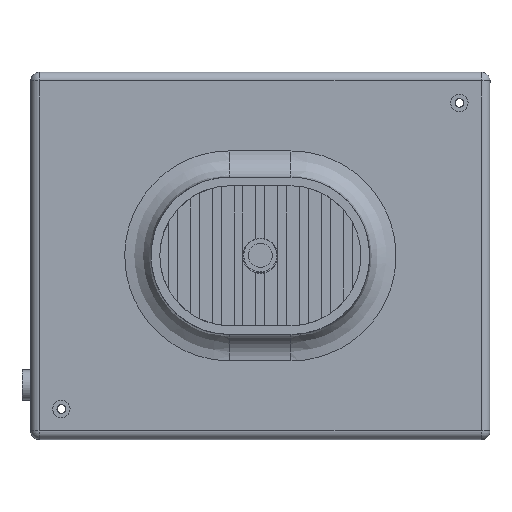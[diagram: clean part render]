
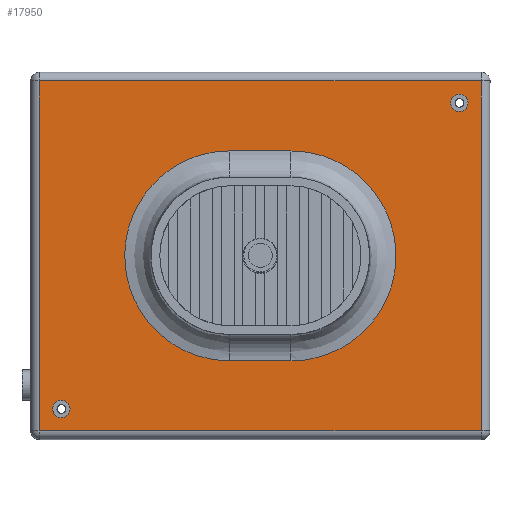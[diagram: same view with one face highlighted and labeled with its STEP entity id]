
A CAD part, top view. The second image highlights one B-rep face of the part: STEP entity #17950.
In plain terms, the highlighted face is planar.
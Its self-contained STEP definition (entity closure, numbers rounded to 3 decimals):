
#88=B_SPLINE_CURVE_WITH_KNOTS('',3,(#26856,#26857,#26858,#26859,#26860,
#26861,#26862,#26863,#26864,#26865,#26866,#26867,#26868,#26869,#26870,#26871,
#26872,#26873,#26874,#26875,#26876,#26877,#26878,#26879,#26880),
 .UNSPECIFIED.,.F.,.F.,(4,3,3,3,3,3,3,3,4),(-1.,-0.875,-0.75,
-0.625,-0.5,-0.375,-0.25,
-0.125,0.),.UNSPECIFIED.);
#89=B_SPLINE_CURVE_WITH_KNOTS('',3,(#26918,#26919,#26920,#26921,#26922,
#26923,#26924,#26925,#26926,#26927,#26928,#26929,#26930,#26931,#26932,#26933,
#26934,#26935,#26936,#26937,#26938,#26939,#26940,#26941,#26942),
 .UNSPECIFIED.,.F.,.F.,(4,3,3,3,3,3,3,3,4),(-1.,-0.875,-0.75,
-0.625,-0.5,-0.375,-0.25,
-0.125,0.),.UNSPECIFIED.);
#116=FACE_BOUND('',#5982,.T.);
#117=FACE_BOUND('',#5983,.T.);
#118=FACE_BOUND('',#5984,.T.);
#489=LINE('',#26808,#2676);
#490=LINE('',#26810,#2677);
#491=LINE('',#26812,#2678);
#492=LINE('',#26814,#2679);
#493=LINE('',#26819,#2680);
#494=LINE('',#26884,#2681);
#2676=VECTOR('',#21135,80.);
#2677=VECTOR('',#21138,101.);
#2678=VECTOR('',#21141,80.);
#2679=VECTOR('',#21144,101.);
#2680=VECTOR('',#21149,14.);
#2681=VECTOR('',#21158,14.);
#4942=FACE_OUTER_BOUND('',#5981,.T.);
#5981=EDGE_LOOP('',(#12548,#12549,#12550,#12551));
#5982=EDGE_LOOP('',(#12552,#12553));
#5983=EDGE_LOOP('',(#12554,#12555));
#5984=EDGE_LOOP('',(#12556,#12557,#12558,#12559));
#7134=CIRCLE('',#19179,2.);
#7135=CIRCLE('',#19180,2.);
#7136=CIRCLE('',#19182,2.);
#7137=CIRCLE('',#19183,2.);
#7646=VERTEX_POINT('',#26712);
#7647=VERTEX_POINT('',#26718);
#7648=VERTEX_POINT('',#26724);
#7649=VERTEX_POINT('',#26730);
#7658=VERTEX_POINT('',#26816);
#7659=VERTEX_POINT('',#26818);
#7660=VERTEX_POINT('',#26854);
#7661=VERTEX_POINT('',#26882);
#7662=VERTEX_POINT('',#26944);
#7663=VERTEX_POINT('',#26946);
#7664=VERTEX_POINT('',#26950);
#7665=VERTEX_POINT('',#26952);
#9517=EDGE_CURVE('',#7649,#7646,#489,.F.);
#9518=EDGE_CURVE('',#7646,#7647,#490,.F.);
#9519=EDGE_CURVE('',#7647,#7648,#491,.T.);
#9520=EDGE_CURVE('',#7648,#7649,#492,.T.);
#9522=EDGE_CURVE('',#7659,#7658,#493,.F.);
#9525=EDGE_CURVE('',#7658,#7660,#88,.T.);
#9527=EDGE_CURVE('',#7660,#7661,#494,.T.);
#9528=EDGE_CURVE('',#7661,#7659,#89,.T.);
#9530=EDGE_CURVE('',#7663,#7662,#7134,.F.);
#9531=EDGE_CURVE('',#7662,#7663,#7135,.F.);
#9533=EDGE_CURVE('',#7665,#7664,#7136,.F.);
#9534=EDGE_CURVE('',#7664,#7665,#7137,.F.);
#12548=ORIENTED_EDGE('',*,*,#9519,.T.);
#12549=ORIENTED_EDGE('',*,*,#9520,.T.);
#12550=ORIENTED_EDGE('',*,*,#9517,.T.);
#12551=ORIENTED_EDGE('',*,*,#9518,.T.);
#12552=ORIENTED_EDGE('',*,*,#9533,.T.);
#12553=ORIENTED_EDGE('',*,*,#9534,.T.);
#12554=ORIENTED_EDGE('',*,*,#9530,.T.);
#12555=ORIENTED_EDGE('',*,*,#9531,.T.);
#12556=ORIENTED_EDGE('',*,*,#9527,.T.);
#12557=ORIENTED_EDGE('',*,*,#9528,.T.);
#12558=ORIENTED_EDGE('',*,*,#9522,.T.);
#12559=ORIENTED_EDGE('',*,*,#9525,.T.);
#17060=PLANE('',#19184);
#17950=ADVANCED_FACE('',(#4942,#116,#117,#118),#17060,.T.);
#19179=AXIS2_PLACEMENT_3D('',#26947,#21162,#21163);
#19180=AXIS2_PLACEMENT_3D('',#26948,#21164,#21165);
#19182=AXIS2_PLACEMENT_3D('',#26953,#21169,#21170);
#19183=AXIS2_PLACEMENT_3D('',#26954,#21171,#21172);
#19184=AXIS2_PLACEMENT_3D('',#26955,#21173,#21174);
#21135=DIRECTION('',(0.,0.,1.));
#21138=DIRECTION('',(1.,0.,0.));
#21141=DIRECTION('',(0.,0.,1.));
#21144=DIRECTION('',(1.,0.,0.));
#21149=DIRECTION('',(1.,0.,0.));
#21158=DIRECTION('',(1.,0.,0.));
#21162=DIRECTION('center_axis',(0.,1.,0.));
#21163=DIRECTION('ref_axis',(0.,0.,
1.));
#21164=DIRECTION('center_axis',(0.,1.,0.));
#21165=DIRECTION('ref_axis',(0.,0.,
1.));
#21169=DIRECTION('center_axis',(0.,1.,0.));
#21170=DIRECTION('ref_axis',(0.,0.,
1.));
#21171=DIRECTION('center_axis',(0.,1.,0.));
#21172=DIRECTION('ref_axis',(0.,0.,
1.));
#21173=DIRECTION('center_axis',(0.,1.,0.));
#21174=DIRECTION('ref_axis',(0.,0.,
1.));
#26712=CARTESIAN_POINT('',(850.01,-43.308,215.805));
#26718=CARTESIAN_POINT('',(749.01,-43.308,215.805));
#26724=CARTESIAN_POINT('',(749.01,-43.308,295.805));
#26730=CARTESIAN_POINT('',(850.01,-43.308,295.805));
#26808=CARTESIAN_POINT('',(850.01,-43.308,215.805));
#26810=CARTESIAN_POINT('',(749.01,-43.308,215.805));
#26812=CARTESIAN_POINT('',(749.01,-43.308,215.805));
#26814=CARTESIAN_POINT('',(749.01,-43.308,295.805));
#26816=CARTESIAN_POINT('',(792.51,-43.308,279.805));
#26818=CARTESIAN_POINT('',(806.51,-43.308,279.805));
#26819=CARTESIAN_POINT('',(792.51,-43.308,279.805));
#26854=CARTESIAN_POINT('',(792.51,-43.308,231.805));
#26856=CARTESIAN_POINT('Ctrl Pts',(792.51,-43.308,279.805));
#26857=CARTESIAN_POINT('Ctrl Pts',(789.369,-43.308,279.807));
#26858=CARTESIAN_POINT('Ctrl Pts',(786.228,-43.308,279.181));
#26859=CARTESIAN_POINT('Ctrl Pts',(783.325,-43.308,277.979));
#26860=CARTESIAN_POINT('Ctrl Pts',(780.423,-43.308,276.777));
#26861=CARTESIAN_POINT('Ctrl Pts',(777.76,-43.308,274.997));
#26862=CARTESIAN_POINT('Ctrl Pts',(775.539,-43.308,272.776));
#26863=CARTESIAN_POINT('Ctrl Pts',(773.318,-43.308,270.555));
#26864=CARTESIAN_POINT('Ctrl Pts',(771.538,-43.308,267.892));
#26865=CARTESIAN_POINT('Ctrl Pts',(770.336,-43.308,264.99));
#26866=CARTESIAN_POINT('Ctrl Pts',(769.134,-43.308,262.088));
#26867=CARTESIAN_POINT('Ctrl Pts',(768.509,-43.308,258.946));
#26868=CARTESIAN_POINT('Ctrl Pts',(768.509,-43.308,255.805));
#26869=CARTESIAN_POINT('Ctrl Pts',(768.509,-43.308,252.664));
#26870=CARTESIAN_POINT('Ctrl Pts',(769.134,-43.308,249.523));
#26871=CARTESIAN_POINT('Ctrl Pts',(770.336,-43.308,246.62));
#26872=CARTESIAN_POINT('Ctrl Pts',(771.538,-43.308,243.718));
#26873=CARTESIAN_POINT('Ctrl Pts',(773.318,-43.308,241.055));
#26874=CARTESIAN_POINT('Ctrl Pts',(775.539,-43.308,238.834));
#26875=CARTESIAN_POINT('Ctrl Pts',(777.76,-43.308,236.613));
#26876=CARTESIAN_POINT('Ctrl Pts',(780.423,-43.308,234.834));
#26877=CARTESIAN_POINT('Ctrl Pts',(783.326,-43.308,233.631));
#26878=CARTESIAN_POINT('Ctrl Pts',(786.228,-43.308,232.429));
#26879=CARTESIAN_POINT('Ctrl Pts',(789.369,-43.308,231.803));
#26880=CARTESIAN_POINT('Ctrl Pts',(792.51,-43.308,231.805));
#26882=CARTESIAN_POINT('',(806.51,-43.308,231.805));
#26884=CARTESIAN_POINT('',(792.51,-43.308,231.805));
#26918=CARTESIAN_POINT('Ctrl Pts',(806.51,-43.308,231.805));
#26919=CARTESIAN_POINT('Ctrl Pts',(809.651,-43.308,231.803));
#26920=CARTESIAN_POINT('Ctrl Pts',(812.793,-43.308,232.429));
#26921=CARTESIAN_POINT('Ctrl Pts',(815.695,-43.308,233.631));
#26922=CARTESIAN_POINT('Ctrl Pts',(818.597,-43.308,234.834));
#26923=CARTESIAN_POINT('Ctrl Pts',(821.26,-43.308,236.613));
#26924=CARTESIAN_POINT('Ctrl Pts',(823.481,-43.308,238.834));
#26925=CARTESIAN_POINT('Ctrl Pts',(825.702,-43.308,241.055));
#26926=CARTESIAN_POINT('Ctrl Pts',(827.482,-43.308,243.718));
#26927=CARTESIAN_POINT('Ctrl Pts',(828.684,-43.308,246.62));
#26928=CARTESIAN_POINT('Ctrl Pts',(829.886,-43.308,249.523));
#26929=CARTESIAN_POINT('Ctrl Pts',(830.511,-43.308,252.664));
#26930=CARTESIAN_POINT('Ctrl Pts',(830.511,-43.308,255.805));
#26931=CARTESIAN_POINT('Ctrl Pts',(830.511,-43.308,258.946));
#26932=CARTESIAN_POINT('Ctrl Pts',(829.886,-43.308,262.088));
#26933=CARTESIAN_POINT('Ctrl Pts',(828.684,-43.308,264.99));
#26934=CARTESIAN_POINT('Ctrl Pts',(827.482,-43.308,267.892));
#26935=CARTESIAN_POINT('Ctrl Pts',(825.702,-43.308,270.555));
#26936=CARTESIAN_POINT('Ctrl Pts',(823.481,-43.308,272.776));
#26937=CARTESIAN_POINT('Ctrl Pts',(821.26,-43.308,274.998));
#26938=CARTESIAN_POINT('Ctrl Pts',(818.597,-43.308,276.777));
#26939=CARTESIAN_POINT('Ctrl Pts',(815.695,-43.308,277.979));
#26940=CARTESIAN_POINT('Ctrl Pts',(812.793,-43.308,279.181));
#26941=CARTESIAN_POINT('Ctrl Pts',(809.651,-43.308,279.807));
#26942=CARTESIAN_POINT('Ctrl Pts',(806.51,-43.308,279.805));
#26944=CARTESIAN_POINT('',(754.01,-43.308,288.805));
#26946=CARTESIAN_POINT('',(754.01,-43.308,292.805));
#26947=CARTESIAN_POINT('Origin',(754.01,-43.308,290.805));
#26948=CARTESIAN_POINT('Origin',(754.01,-43.308,290.805));
#26950=CARTESIAN_POINT('',(845.01,-43.308,218.805));
#26952=CARTESIAN_POINT('',(845.01,-43.308,222.805));
#26953=CARTESIAN_POINT('Origin',(845.01,-43.308,220.805));
#26954=CARTESIAN_POINT('Origin',(845.01,-43.308,220.805));
#26955=CARTESIAN_POINT('Origin',(852.01,-43.308,213.805));
